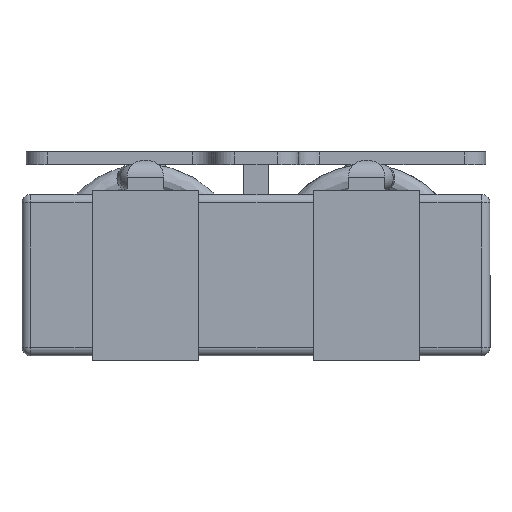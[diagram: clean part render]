
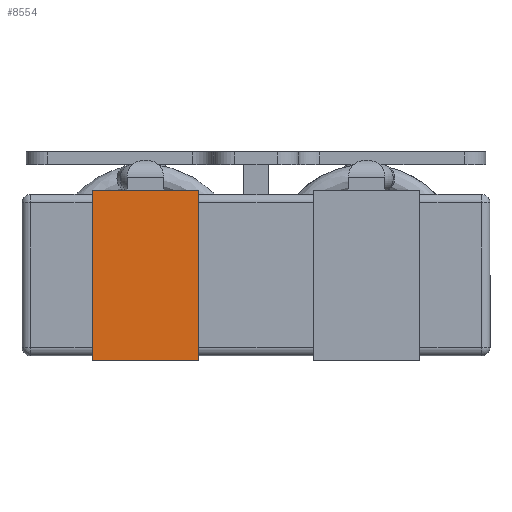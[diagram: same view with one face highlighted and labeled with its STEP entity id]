
A CAD part, left-side view. The second image highlights one B-rep face of the part: STEP entity #8554.
In plain terms, the highlighted face is planar.
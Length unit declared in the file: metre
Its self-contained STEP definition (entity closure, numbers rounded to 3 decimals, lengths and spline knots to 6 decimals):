
#876=LINE('',#13262,#1456);
#882=LINE('',#13274,#1462);
#884=LINE('',#13279,#1464);
#885=LINE('',#13281,#1465);
#1456=VECTOR('',#10542,1.);
#1462=VECTOR('',#10552,1.);
#1464=VECTOR('',#10558,1.);
#1465=VECTOR('',#10559,1.);
#2788=ORIENTED_EDGE('',*,*,#4107,.T.);
#2789=ORIENTED_EDGE('',*,*,#4110,.F.);
#2790=ORIENTED_EDGE('',*,*,#4111,.F.);
#2791=ORIENTED_EDGE('',*,*,#4100,.T.);
#4100=EDGE_CURVE('',#4773,#4774,#876,.T.);
#4107=EDGE_CURVE('',#4774,#4778,#882,.T.);
#4110=EDGE_CURVE('',#4780,#4778,#884,.T.);
#4111=EDGE_CURVE('',#4773,#4780,#885,.T.);
#4773=VERTEX_POINT('',#13259);
#4774=VERTEX_POINT('',#13261);
#4778=VERTEX_POINT('',#13273);
#4780=VERTEX_POINT('',#13280);
#5204=EDGE_LOOP('',(#2788,#2789,#2790,#2791));
#5639=FACE_BOUND('',#5204,.T.);
#5898=PLANE('',#9084);
#8554=ADVANCED_FACE('',(#5639),#5898,.T.);
#9084=AXIS2_PLACEMENT_3D('',#13278,#10556,#10557);
#10542=DIRECTION('',(0.,1.,0.));
#10552=DIRECTION('',(0.,0.,1.));
#10556=DIRECTION('',(1.,0.,0.));
#10557=DIRECTION('',(0.,0.,-1.));
#10558=DIRECTION('',(0.,1.,0.));
#10559=DIRECTION('',(0.,0.,1.));
#13259=CARTESIAN_POINT('',(0.00615,-0.00385,-0.00515));
#13261=CARTESIAN_POINT('',(0.00615,-0.00135,-0.00515));
#13262=CARTESIAN_POINT('',(0.00615,-0.00385,-0.00515));
#13273=CARTESIAN_POINT('',(0.00615,-0.00135,-0.00115));
#13274=CARTESIAN_POINT('',(0.00615,-0.00135,-0.00515));
#13278=CARTESIAN_POINT('',(0.00615,-0.00385,-0.00515));
#13279=CARTESIAN_POINT('',(0.00615,-0.00385,-0.00115));
#13280=CARTESIAN_POINT('',(0.00615,-0.00385,-0.00115));
#13281=CARTESIAN_POINT('',(0.00615,-0.00385,-0.00515));
